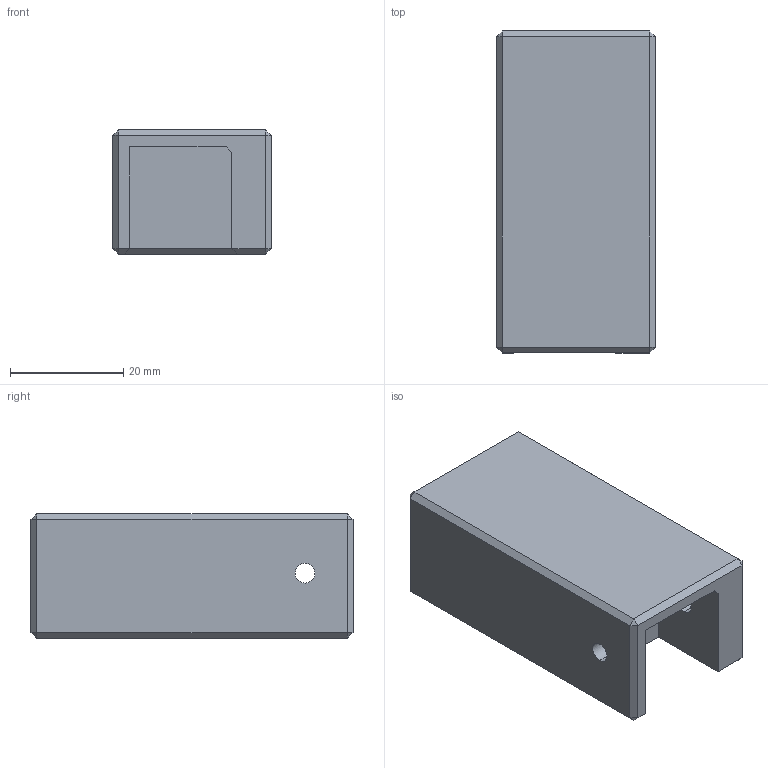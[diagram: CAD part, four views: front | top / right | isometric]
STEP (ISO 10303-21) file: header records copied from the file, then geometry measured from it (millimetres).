
FILE_DESCRIPTION (( 'STEP AP214' ), '1' );
FILE_NAME ('Idler 2.STEP', '2023-01-16T21:35:44', ( '' ), ( '' ), 'SwSTEP 2.0', 'SolidWorks 2020', '' );
FILE_SCHEMA (( 'AUTOMOTIVE_DESIGN' ));
Length unit declared in the file: millimetre
Products named in the file (1): Idler 2
Bounding box: 28.1 x 57 x 22 mm (x, y, z)
Volume: 20009.6 mm3; surface area: 8436.2 mm2
Topology: 1 solids, 1 shells, 70 faces, 155 edges, 90 vertices
Faces by surface type: plane 58, cylinder 10, cone 2
Entity records: 1907 total; most frequent: DIRECTION 319, CARTESIAN_POINT 316, ORIENTED_EDGE 310, EDGE_CURVE 155, LINE 133, VECTOR 133, AXIS2_PLACEMENT_3D 93, VERTEX_POINT 90
